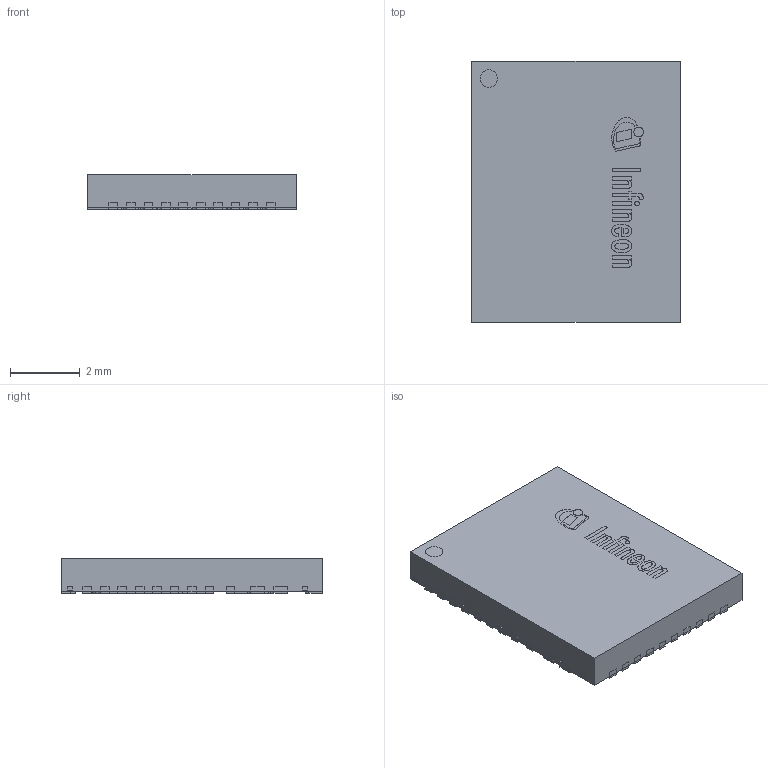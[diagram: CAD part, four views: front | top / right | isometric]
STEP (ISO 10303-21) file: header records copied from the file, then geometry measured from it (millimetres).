
FILE_DESCRIPTION(/* description */ (''),/* implementation_level */ '2;1');
FILE_NAME(/* name */ 'PG-IQFN-36-1_Z8B00184225_V04_3D.stp',/* time_stamp */ '2022-06-06T17:54:25+05:00',/* author */ ('janartha'),/* organization */ (''),/* preprocessor_version */ 'ST-DEVELOPER v16.13',/* originating_system */ 'AutoCAD Mechanical',/* authorisation */ '');
FILE_SCHEMA (('AUTOMOTIVE_DESIGN { 1 0 10303 214 3 1 1 }'));
Length unit declared in the file: millimetre
Products named in the file (1): Product
Bounding box: 6 x 7.5 x 1 mm (x, y, z)
Surface area: 186.6 mm2
Topology: 40 solids, 40 shells, 377 faces, 888 edges, 592 vertices
Faces by surface type: plane 293, cylinder 64, bspline 20
Full cylindrical faces by diameter (mm): 0.136 x1, 0.28 x1, 0.5 x2
Entity records: 10898 total; most frequent: CARTESIAN_POINT 2244, ORIENTED_EDGE 1768, DIRECTION 1692, EDGE_CURVE 884, LINE 716, VECTOR 716, VERTEX_POINT 592, AXIS2_PLACEMENT_3D 488
